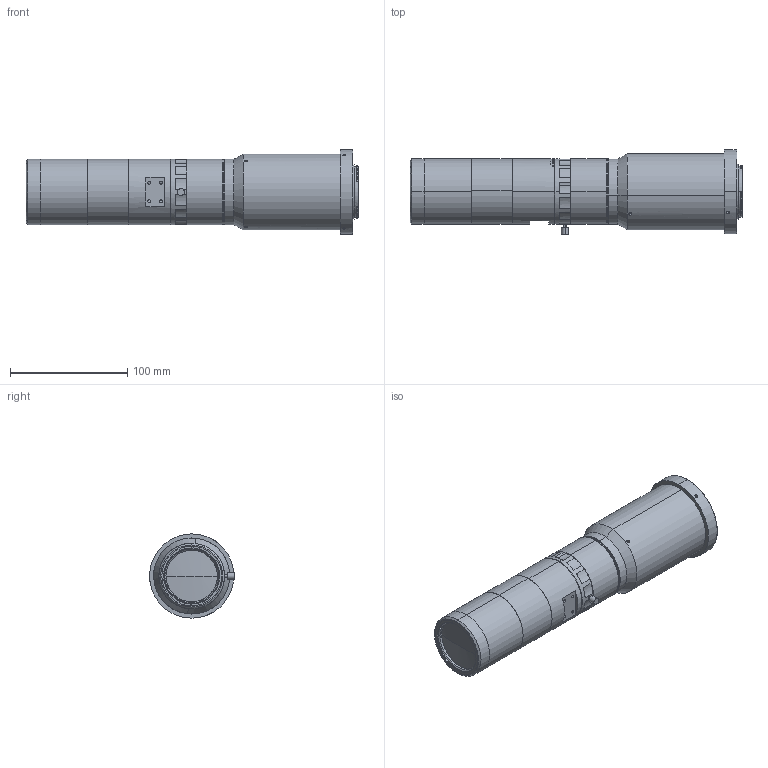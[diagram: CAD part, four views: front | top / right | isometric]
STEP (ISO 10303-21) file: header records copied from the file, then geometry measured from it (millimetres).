
FILE_DESCRIPTION (( 'STEP AP203' ), '1' );
FILE_NAME ('XF-MDT3X110-D35-VI.STEP', '2019-03-22T07:11:51', ( 'lawlynn' ), ( '' ), 'SwSTEP 2.0', 'SolidWorks 2014', '' );
FILE_SCHEMA (( 'CONFIG_CONTROL_DESIGN' ));
Length unit declared in the file: millimetre
Products named in the file (1): XF-MDT3X110-D35-VI
Bounding box: 283.63 x 72.5 x 72 mm (x, y, z)
Surface area: 84457.1 mm2 (no closed solid volume)
Topology: 0 solids, 24 shells, 244 faces, 796 edges, 552 vertices
Faces by surface type: cylinder 126, plane 84, cone 27, bspline 3, sphere 2, torus 2
Entity records: 10646 total; most frequent: CARTESIAN_POINT 3612, DIRECTION 1523, ORIENTED_EDGE 1292, EDGE_CURVE 796, AXIS2_PLACEMENT_3D 601, VERTEX_POINT 552, CIRCLE 359, LINE 321
